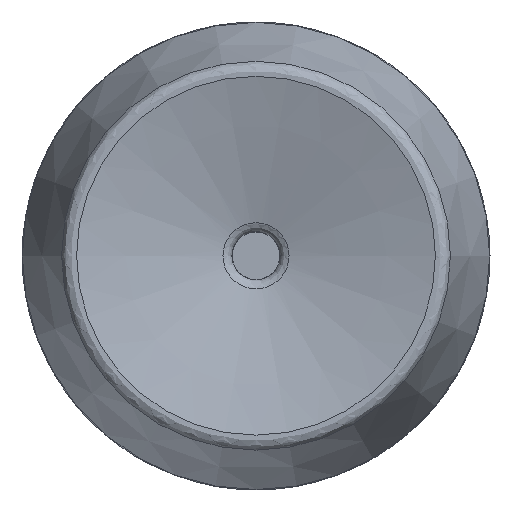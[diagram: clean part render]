
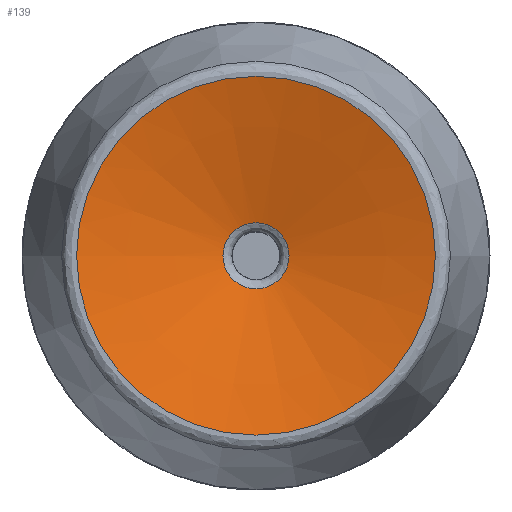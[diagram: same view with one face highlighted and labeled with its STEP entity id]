
A CAD part, top view. The second image highlights one B-rep face of the part: STEP entity #139.
In plain terms, the highlighted conical face has half-angle 75 degrees and reference radius 2.158 mm.
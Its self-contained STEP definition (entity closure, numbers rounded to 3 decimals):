
#125=CONICAL_SURFACE('',#458,2.158,75.);
#139=ADVANCED_FACE('',(#179,#180),#125,.F.);
#179=FACE_BOUND('',#226,.T.);
#180=FACE_BOUND('',#227,.T.);
#226=EDGE_LOOP('',(#276));
#227=EDGE_LOOP('',(#277));
#276=ORIENTED_EDGE('',*,*,#357,.T.);
#277=ORIENTED_EDGE('',*,*,#358,.F.);
#329=VERTEX_POINT('',#705);
#330=VERTEX_POINT('',#715);
#357=EDGE_CURVE('',#329,#329,#386,.T.);
#358=EDGE_CURVE('',#330,#330,#387,.T.);
#386=CIRCLE('',#456,11.72);
#387=CIRCLE('',#457,2.158);
#456=AXIS2_PLACEMENT_3D('',#704,#523,#524);
#457=AXIS2_PLACEMENT_3D('',#714,#526,#527);
#458=AXIS2_PLACEMENT_3D('',#716,#528,#529);
#523=DIRECTION('',(0.,0.,1.));
#524=DIRECTION('',(1.,0.,0.));
#526=DIRECTION('',(0.,0.,1.));
#527=DIRECTION('',(1.,0.,0.));
#528=DIRECTION('',(0.,0.,1.));
#529=DIRECTION('',(1.,0.,0.));
#704=CARTESIAN_POINT('',(0.,0.,0.566));
#705=CARTESIAN_POINT('',(11.72,0.,0.566));
#714=CARTESIAN_POINT('',(0.,0.,-1.997));
#715=CARTESIAN_POINT('',(2.158,0.,-1.997));
#716=CARTESIAN_POINT('',(0.,0.,-1.997));
